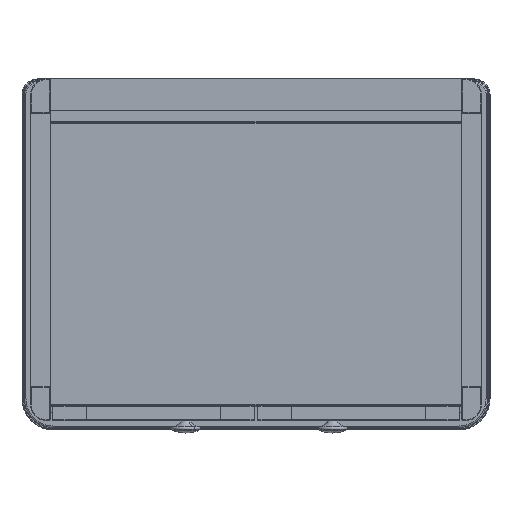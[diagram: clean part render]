
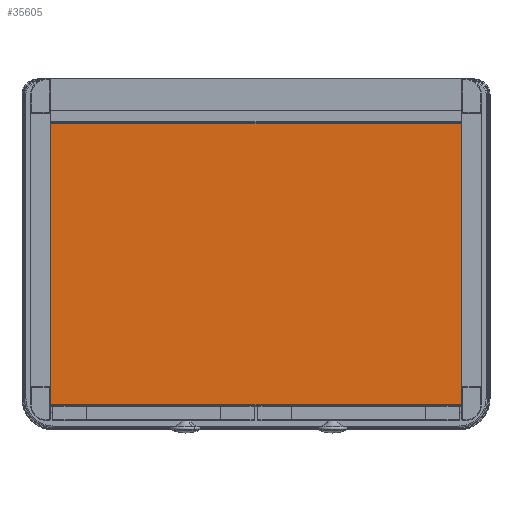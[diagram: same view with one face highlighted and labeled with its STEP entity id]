
A CAD part, front view. The second image highlights one B-rep face of the part: STEP entity #35605.
In plain terms, the highlighted planar face has unit normal (0, -1, 0).
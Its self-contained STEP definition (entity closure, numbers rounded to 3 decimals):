
#209 = ORIENTED_EDGE ( 'NONE', *, *, #36045, .T. ) ;
#2012 = LINE ( 'NONE', #21565, #24366 ) ;
#2842 = VERTEX_POINT ( 'NONE', #5348 ) ;
#3517 = LINE ( 'NONE', #26475, #4756 ) ;
#4756 = VECTOR ( 'NONE', #39164, 1000. ) ;
#5348 = CARTESIAN_POINT ( 'NONE',  ( -263., -25., -198. ) ) ;
#6601 = VERTEX_POINT ( 'NONE', #40505 ) ;
#8274 = LINE ( 'NONE', #20745, #16404 ) ;
#10477 = DIRECTION ( 'NONE',  ( 0., 0., -1. ) ) ;
#16222 = ORIENTED_EDGE ( 'NONE', *, *, #37760, .T. ) ;
#16404 = VECTOR ( 'NONE', #28800, 1000. ) ;
#17664 = DIRECTION ( 'NONE',  ( 1., 0., 0. ) ) ;
#19861 = DIRECTION ( 'NONE',  ( 0., -1., 0. ) ) ;
#20123 = VECTOR ( 'NONE', #10477, 1000. ) ;
#20745 = CARTESIAN_POINT ( 'NONE',  ( -264., -25., 162. ) ) ;
#21192 = EDGE_LOOP ( 'NONE', ( #23570, #32051, #209, #16222 ) ) ;
#21565 = CARTESIAN_POINT ( 'NONE',  ( 626.353, -25., -198. ) ) ;
#23570 = ORIENTED_EDGE ( 'NONE', *, *, #26345, .T. ) ;
#24366 = VECTOR ( 'NONE', #17664, 1000. ) ;
#25579 = LINE ( 'NONE', #41397, #20123 ) ;
#26163 = EDGE_CURVE ( 'NONE', #6601, #40501, #8274, .T. ) ;
#26345 = EDGE_CURVE ( 'NONE', #31872, #6601, #3517, .T. ) ;
#26475 = CARTESIAN_POINT ( 'NONE',  ( 263., -25., -199. ) ) ;
#26913 = PLANE ( 'NONE',  #42496 ) ;
#28800 = DIRECTION ( 'NONE',  ( -1., 0., 0. ) ) ;
#31042 = CARTESIAN_POINT ( 'NONE',  ( 626.353, -25., -199. ) ) ;
#31872 = VERTEX_POINT ( 'NONE', #40472 ) ;
#32051 = ORIENTED_EDGE ( 'NONE', *, *, #26163, .T. ) ;
#35605 = ADVANCED_FACE ( 'NONE', ( #39362 ), #26913, .T. ) ;
#36045 = EDGE_CURVE ( 'NONE', #40501, #2842, #25579, .T. ) ;
#37760 = EDGE_CURVE ( 'NONE', #2842, #31872, #2012, .T. ) ;
#39164 = DIRECTION ( 'NONE',  ( 0., 0., 1. ) ) ;
#39362 = FACE_OUTER_BOUND ( 'NONE', #21192, .T. ) ;
#40472 = CARTESIAN_POINT ( 'NONE',  ( 263., -25., -198. ) ) ;
#40501 = VERTEX_POINT ( 'NONE', #50166 ) ;
#40505 = CARTESIAN_POINT ( 'NONE',  ( 263., -25., 162. ) ) ;
#41397 = CARTESIAN_POINT ( 'NONE',  ( -263., -25., -199. ) ) ;
#42496 = AXIS2_PLACEMENT_3D ( 'NONE', #31042, #19861, #46880 ) ;
#46880 = DIRECTION ( 'NONE',  ( 0., 0., -1. ) ) ;
#50166 = CARTESIAN_POINT ( 'NONE',  ( -263., -25., 162. ) ) ;
